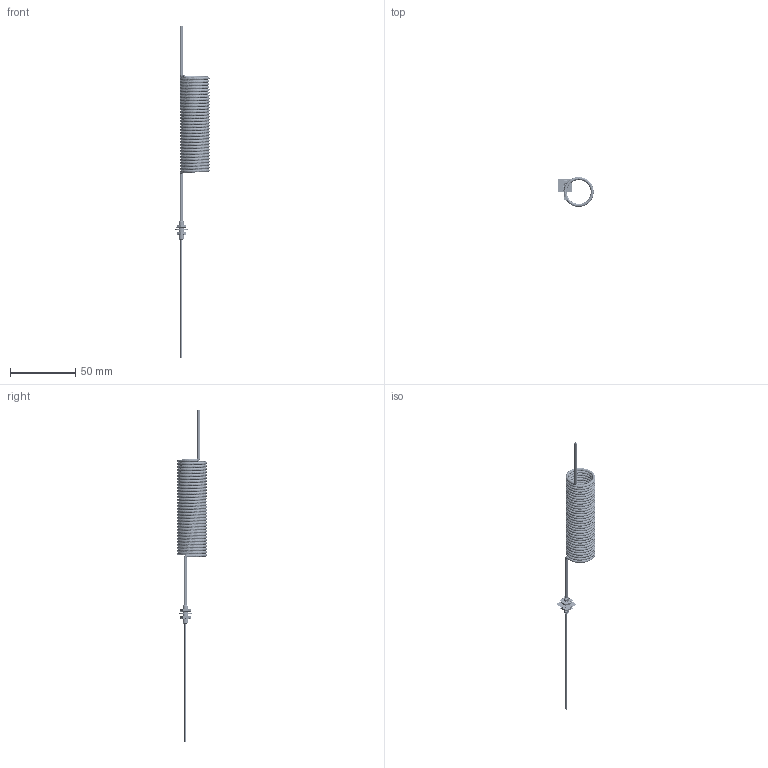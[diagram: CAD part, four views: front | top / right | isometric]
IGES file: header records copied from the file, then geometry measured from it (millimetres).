
Start section:  PTC IGES file: 166383.igs
Global section: file name: 166383.igs; native system: Creo Parametric by Parametric Technology Corporation; preprocessor: 2013230; author: pdmadmin; organization: Unknown; date: 20160203.171354; units: millimetre
Bounding box: 27.02 x 22.86 x 254.94 mm (x, y, z)
Volume: 6953.6 mm3; surface area: 103353.3 mm2
Topology: 7 solids, 7 shells, 618 faces, 3158 edges, 4038 vertices
Faces by surface type: revolution 430, bspline 188
